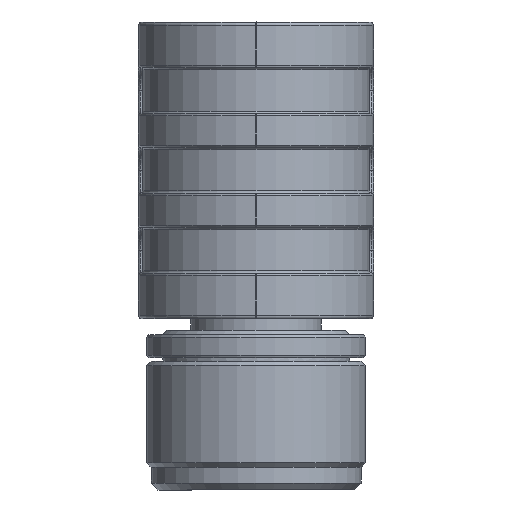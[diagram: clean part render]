
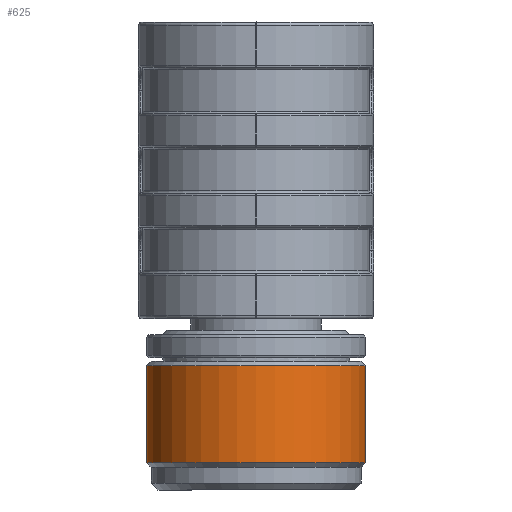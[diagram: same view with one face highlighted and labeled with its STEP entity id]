
A CAD part, left-side view. The second image highlights one B-rep face of the part: STEP entity #625.
In plain terms, the highlighted cylindrical face has radius 4.8 mm (diameter 9.6 mm), a full revolution.
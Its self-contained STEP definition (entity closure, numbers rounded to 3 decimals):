
#393=CYLINDRICAL_SURFACE('',#4469,4.8);
#625=ADVANCED_FACE('',(#816,#817),#393,.T.);
#816=FACE_BOUND('',#1121,.T.);
#817=FACE_BOUND('',#1122,.T.);
#1121=EDGE_LOOP('',(#2036));
#1122=EDGE_LOOP('',(#2037));
#2036=ORIENTED_EDGE('',*,*,#2820,.F.);
#2037=ORIENTED_EDGE('',*,*,#2822,.T.);
#2361=VERTEX_POINT('',#7157);
#2363=VERTEX_POINT('',#7163);
#2820=EDGE_CURVE('',#2361,#2361,#3127,.T.);
#2822=EDGE_CURVE('',#2363,#2363,#3129,.T.);
#3127=CIRCLE('',#4464,4.8);
#3129=CIRCLE('',#4468,4.8);
#4464=AXIS2_PLACEMENT_3D('',#7156,#5703,#5704);
#4468=AXIS2_PLACEMENT_3D('',#7162,#5711,#5712);
#4469=AXIS2_PLACEMENT_3D('',#7164,#5713,#5714);
#5703=DIRECTION('',(0.,0.,-1.));
#5704=DIRECTION('',(0.,-1.,0.));
#5711=DIRECTION('',(0.,0.,-1.));
#5712=DIRECTION('',(0.,-1.,0.));
#5713=DIRECTION('',(0.,0.,-1.));
#5714=DIRECTION('',(0.,1.,0.));
#7156=CARTESIAN_POINT('',(55.148,56.773,8.44));
#7157=CARTESIAN_POINT('',(55.148,51.973,8.44));
#7162=CARTESIAN_POINT('',(55.148,56.773,12.69));
#7163=CARTESIAN_POINT('',(55.148,51.973,12.69));
#7164=CARTESIAN_POINT('',(55.148,56.773,-17.76));
